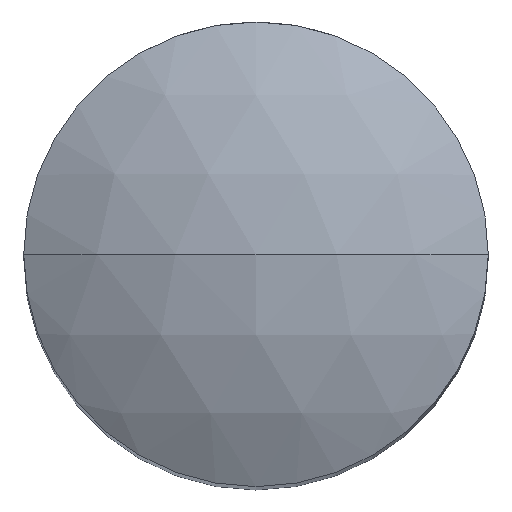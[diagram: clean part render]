
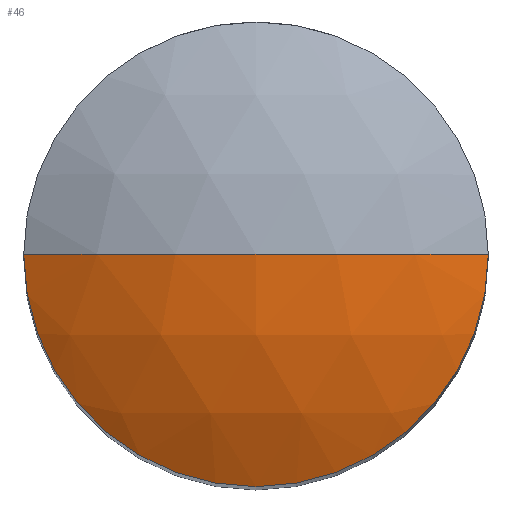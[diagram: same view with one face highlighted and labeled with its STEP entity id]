
A CAD part, top view. The second image highlights one B-rep face of the part: STEP entity #46.
In plain terms, the highlighted spherical face has radius 12 mm.
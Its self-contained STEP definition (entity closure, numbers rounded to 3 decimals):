
#20 = SPHERICAL_SURFACE ( 'NONE', #475, 12. ) ;
#35 = DIRECTION ( 'NONE',  ( 0., -1., 0. ) ) ;
#46 = ADVANCED_FACE ( 'NONE', ( #506 ), #20, .T. ) ;
#63 = CARTESIAN_POINT ( 'NONE',  ( -6., 0., 25.892 ) ) ;
#84 = CARTESIAN_POINT ( 'NONE',  ( 0., 0., 15.5 ) ) ;
#104 = DIRECTION ( 'NONE',  ( 1., 0., 0. ) ) ;
#124 = CARTESIAN_POINT ( 'NONE',  ( 6., 0., 25.892 ) ) ;
#150 = AXIS2_PLACEMENT_3D ( 'NONE', #84, #582, #161 ) ;
#161 = DIRECTION ( 'NONE',  ( 0., 0., 1. ) ) ;
#215 = VERTEX_POINT ( 'NONE', #618 ) ;
#227 = EDGE_LOOP ( 'NONE', ( #657, #446, #580 ) ) ;
#232 = CIRCLE ( 'NONE', #261, 6. ) ;
#247 = AXIS2_PLACEMENT_3D ( 'NONE', #461, #35, #528 ) ;
#261 = AXIS2_PLACEMENT_3D ( 'NONE', #708, #314, #771 ) ;
#273 = DIRECTION ( 'NONE',  ( 0., -1., 0. ) ) ;
#276 = VERTEX_POINT ( 'NONE', #63 ) ;
#314 = DIRECTION ( 'NONE',  ( 0., 0., -1. ) ) ;
#358 = CIRCLE ( 'NONE', #247, 12. ) ;
#446 = ORIENTED_EDGE ( 'NONE', *, *, #709, .T. ) ;
#461 = CARTESIAN_POINT ( 'NONE',  ( 0., 0., 15.5 ) ) ;
#475 = AXIS2_PLACEMENT_3D ( 'NONE', #605, #273, #104 ) ;
#506 = FACE_OUTER_BOUND ( 'NONE', #227, .T. ) ;
#528 = DIRECTION ( 'NONE',  ( 1., 0., 0. ) ) ;
#580 = ORIENTED_EDGE ( 'NONE', *, *, #663, .F. ) ;
#582 = DIRECTION ( 'NONE',  ( 0., 1., 0. ) ) ;
#605 = CARTESIAN_POINT ( 'NONE',  ( 0., 0., 15.5 ) ) ;
#618 = CARTESIAN_POINT ( 'NONE',  ( 0., 0., 27.5 ) ) ;
#657 = ORIENTED_EDGE ( 'NONE', *, *, #853, .F. ) ;
#663 = EDGE_CURVE ( 'NONE', #816, #276, #232, .T. ) ;
#708 = CARTESIAN_POINT ( 'NONE',  ( 0., 0., 25.892 ) ) ;
#709 = EDGE_CURVE ( 'NONE', #215, #276, #358, .T. ) ;
#750 = CIRCLE ( 'NONE', #150, 12. ) ;
#771 = DIRECTION ( 'NONE',  ( -1., 0., 0. ) ) ;
#816 = VERTEX_POINT ( 'NONE', #124 ) ;
#853 = EDGE_CURVE ( 'NONE', #215, #816, #750, .T. ) ;
